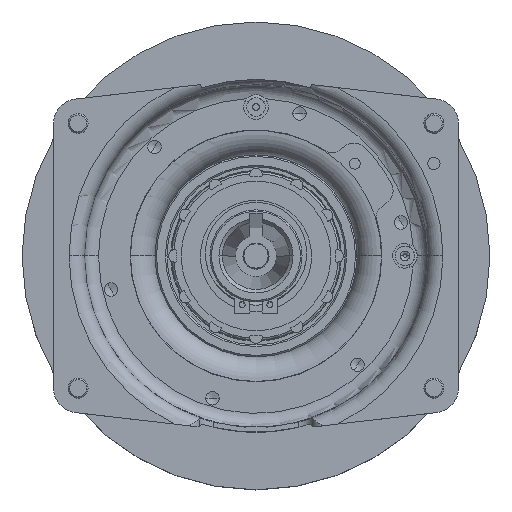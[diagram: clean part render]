
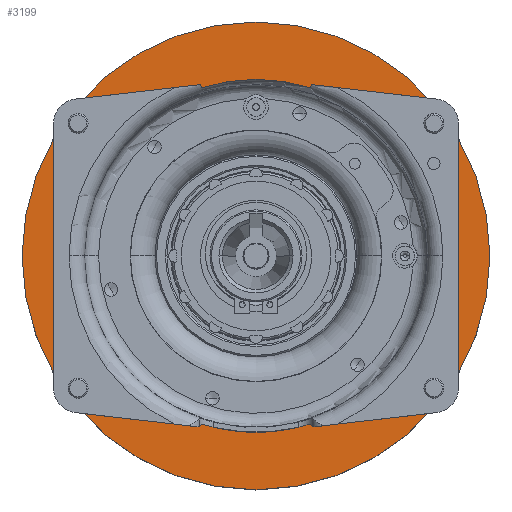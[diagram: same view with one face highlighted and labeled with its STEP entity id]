
A CAD part, top view. The second image highlights one B-rep face of the part: STEP entity #3199.
In plain terms, the highlighted planar face has unit normal (0, 0, 1).
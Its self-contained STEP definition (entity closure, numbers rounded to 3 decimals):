
#329 = ORIENTED_EDGE ( 'NONE', *, *, #7941, .T. ) ;
#706 = EDGE_CURVE ( 'NONE', #18346, #13587, #16818, .T. ) ;
#1033 = CIRCLE ( 'NONE', #11722, 54.617 ) ;
#2863 = EDGE_CURVE ( 'NONE', #13587, #18346, #13561, .T. ) ;
#3195 = CIRCLE ( 'NONE', #17542, 54.617 ) ;
#3199 = ADVANCED_FACE ( 'NONE', ( #14990, #18582 ), #4272, .T. ) ;
#3378 = CARTESIAN_POINT ( 'NONE',  ( 76.2, 0., -1.297 ) ) ;
#4272 = PLANE ( 'NONE',  #16649 ) ;
#4869 = CARTESIAN_POINT ( 'NONE',  ( 0., 0., -1.297 ) ) ;
#4986 = CARTESIAN_POINT ( 'NONE',  ( -76.2, 0., -1.297 ) ) ;
#5835 = DIRECTION ( 'NONE',  ( 1., 0., 0. ) ) ;
#6413 = DIRECTION ( 'NONE',  ( 1., 0., 0. ) ) ;
#7103 = DIRECTION ( 'NONE',  ( 0., 0., -1. ) ) ;
#7585 = EDGE_LOOP ( 'NONE', ( #329, #16112 ) ) ;
#7791 = EDGE_CURVE ( 'NONE', #14889, #7800, #1033, .T. ) ;
#7800 = VERTEX_POINT ( 'NONE', #8118 ) ;
#7941 = EDGE_CURVE ( 'NONE', #7800, #14889, #3195, .T. ) ;
#8037 = DIRECTION ( 'NONE',  ( 0., 0., 1. ) ) ;
#8118 = CARTESIAN_POINT ( 'NONE',  ( 39.944, 37.249, -1.297 ) ) ;
#8193 = DIRECTION ( 'NONE',  ( 0., 0., -1. ) ) ;
#8832 = CARTESIAN_POINT ( 'NONE',  ( 0., 0., -1.297 ) ) ;
#9853 = AXIS2_PLACEMENT_3D ( 'NONE', #17279, #8037, #18813 ) ;
#11722 = AXIS2_PLACEMENT_3D ( 'NONE', #17408, #8193, #18946 ) ;
#12244 = AXIS2_PLACEMENT_3D ( 'NONE', #4869, #15656, #6413 ) ;
#13561 = CIRCLE ( 'NONE', #12244, 76.2 ) ;
#13587 = VERTEX_POINT ( 'NONE', #3378 ) ;
#13703 = CARTESIAN_POINT ( 'NONE',  ( -39.944, -37.249, -1.297 ) ) ;
#14889 = VERTEX_POINT ( 'NONE', #13703 ) ;
#14990 = FACE_OUTER_BOUND ( 'NONE', #19652, .T. ) ;
#15059 = DIRECTION ( 'NONE',  ( 0., 0., 1. ) ) ;
#15656 = DIRECTION ( 'NONE',  ( 0., 0., 1. ) ) ;
#16112 = ORIENTED_EDGE ( 'NONE', *, *, #7791, .T. ) ;
#16354 = CARTESIAN_POINT ( 'NONE',  ( 0., 0., -1.297 ) ) ;
#16608 = ORIENTED_EDGE ( 'NONE', *, *, #706, .T. ) ;
#16649 = AXIS2_PLACEMENT_3D ( 'NONE', #8832, #15059, #5835 ) ;
#16818 = CIRCLE ( 'NONE', #9853, 76.2 ) ;
#17279 = CARTESIAN_POINT ( 'NONE',  ( 0., 0., -1.297 ) ) ;
#17408 = CARTESIAN_POINT ( 'NONE',  ( 0., 0., -1.297 ) ) ;
#17542 = AXIS2_PLACEMENT_3D ( 'NONE', #16354, #7103, #17888 ) ;
#17888 = DIRECTION ( 'NONE',  ( 1., 0., 0. ) ) ;
#18346 = VERTEX_POINT ( 'NONE', #4986 ) ;
#18582 = FACE_BOUND ( 'NONE', #7585, .T. ) ;
#18813 = DIRECTION ( 'NONE',  ( 1., 0., 0. ) ) ;
#18946 = DIRECTION ( 'NONE',  ( 1., 0., 0. ) ) ;
#19237 = ORIENTED_EDGE ( 'NONE', *, *, #2863, .T. ) ;
#19652 = EDGE_LOOP ( 'NONE', ( #19237, #16608 ) ) ;
